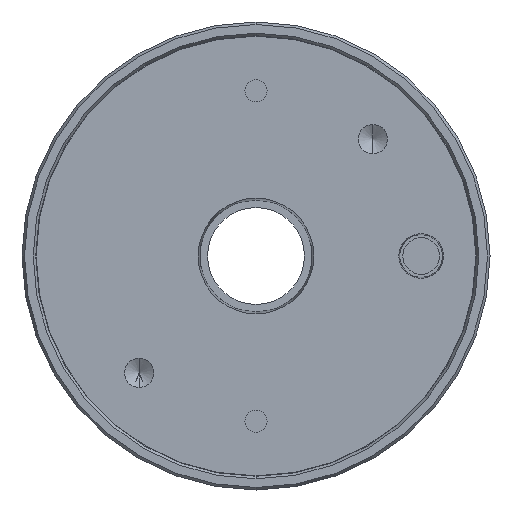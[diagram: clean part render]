
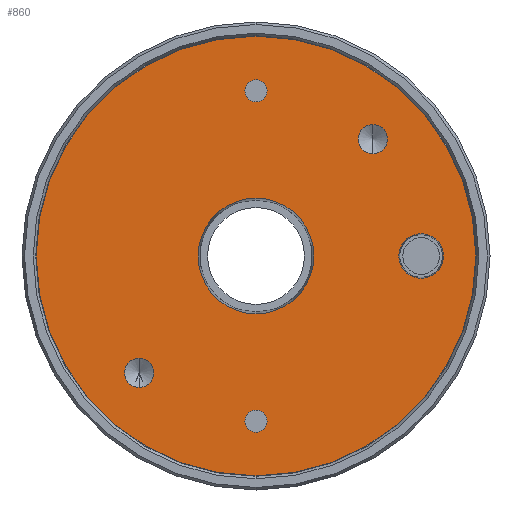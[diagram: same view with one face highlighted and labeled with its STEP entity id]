
A CAD part, front view. The second image highlights one B-rep face of the part: STEP entity #860.
In plain terms, the highlighted planar face has unit normal (0, -1, 0).
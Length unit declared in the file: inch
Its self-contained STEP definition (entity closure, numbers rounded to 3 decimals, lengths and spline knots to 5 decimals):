
#14 = DIRECTION ( 'NONE',  ( 0., 0., 1. ) ) ;
#46 = VERTEX_POINT ( 'NONE', #3030 ) ;
#53 = DIRECTION ( 'NONE',  ( 0., -1., 0. ) ) ;
#58 = EDGE_CURVE ( 'NONE', #2402, #1544, #3072, .T. ) ;
#79 = ORIENTED_EDGE ( 'NONE', *, *, #745, .T. ) ;
#84 = CARTESIAN_POINT ( 'NONE',  ( 0., 0., -0.525 ) ) ;
#89 = VERTEX_POINT ( 'NONE', #2781 ) ;
#146 = CIRCLE ( 'NONE', #2467, 0.1005 ) ;
#153 = AXIS2_PLACEMENT_3D ( 'NONE', #1237, #2238, #2014 ) ;
#199 = EDGE_CURVE ( 'NONE', #1122, #2706, #397, .T. ) ;
#244 = ORIENTED_EDGE ( 'NONE', *, *, #2094, .F. ) ;
#266 = VERTEX_POINT ( 'NONE', #1524 ) ;
#297 = CARTESIAN_POINT ( 'NONE',  ( 0., 0., 0. ) ) ;
#301 = CIRCLE ( 'NONE', #3192, 0.13281 ) ;
#362 = CARTESIAN_POINT ( 'NONE',  ( 0., 0., 1.5 ) ) ;
#397 = CIRCLE ( 'NONE', #2914, 0.2025 ) ;
#410 = CARTESIAN_POINT ( 'NONE',  ( 1.5, 0., 0. ) ) ;
#432 = AXIS2_PLACEMENT_3D ( 'NONE', #2702, #2453, #2935 ) ;
#436 = FACE_BOUND ( 'NONE', #2784, .T. ) ;
#450 = FACE_OUTER_BOUND ( 'NONE', #1250, .T. ) ;
#509 = CIRCLE ( 'NONE', #1015, 0.2025 ) ;
#519 = CARTESIAN_POINT ( 'NONE',  ( 1.5, 0., -0.2025 ) ) ;
#527 = AXIS2_PLACEMENT_3D ( 'NONE', #2685, #1381, #1421 ) ;
#680 = ORIENTED_EDGE ( 'NONE', *, *, #1708, .T. ) ;
#683 = CIRCLE ( 'NONE', #527, 0.13281 ) ;
#709 = ORIENTED_EDGE ( 'NONE', *, *, #1609, .F. ) ;
#710 = AXIS2_PLACEMENT_3D ( 'NONE', #2105, #53, #2816 ) ;
#731 = CARTESIAN_POINT ( 'NONE',  ( -1.06066, 0., -1.06066 ) ) ;
#738 = AXIS2_PLACEMENT_3D ( 'NONE', #1377, #2233, #14 ) ;
#740 = DIRECTION ( 'NONE',  ( 0., -1., 0. ) ) ;
#745 = EDGE_CURVE ( 'NONE', #3010, #89, #2148, .T. ) ;
#807 = CARTESIAN_POINT ( 'NONE',  ( 0., 0., 0.525 ) ) ;
#814 = DIRECTION ( 'NONE',  ( 0., 0., -1. ) ) ;
#860 = ADVANCED_FACE ( 'NONE', ( #1875, #2887, #2608, #1663, #436, #2376, #450 ), #2139, .F. ) ;
#906 = ORIENTED_EDGE ( 'NONE', *, *, #1710, .F. ) ;
#928 = DIRECTION ( 'NONE',  ( 0., 0., -1. ) ) ;
#932 = VERTEX_POINT ( 'NONE', #807 ) ;
#943 = AXIS2_PLACEMENT_3D ( 'NONE', #362, #2325, #814 ) ;
#968 = DIRECTION ( 'NONE',  ( 0., 0., -1. ) ) ;
#977 = EDGE_CURVE ( 'NONE', #266, #2751, #2203, .T. ) ;
#999 = DIRECTION ( 'NONE',  ( 0., 0., -1. ) ) ;
#1015 = AXIS2_PLACEMENT_3D ( 'NONE', #1069, #1266, #2264 ) ;
#1033 = DIRECTION ( 'NONE',  ( 0., 0., -1. ) ) ;
#1060 = ORIENTED_EDGE ( 'NONE', *, *, #2362, .F. ) ;
#1069 = CARTESIAN_POINT ( 'NONE',  ( 1.5, 0., 0. ) ) ;
#1087 = DIRECTION ( 'NONE',  ( 0., -1., 0. ) ) ;
#1091 = ORIENTED_EDGE ( 'NONE', *, *, #1157, .F. ) ;
#1099 = ORIENTED_EDGE ( 'NONE', *, *, #58, .F. ) ;
#1120 = CARTESIAN_POINT ( 'NONE',  ( 0., 0., 1.3995 ) ) ;
#1122 = VERTEX_POINT ( 'NONE', #2537 ) ;
#1157 = EDGE_CURVE ( 'NONE', #1677, #1637, #146, .T. ) ;
#1168 = ORIENTED_EDGE ( 'NONE', *, *, #2559, .F. ) ;
#1219 = CARTESIAN_POINT ( 'NONE',  ( 0., 0., 1.996 ) ) ;
#1228 = DIRECTION ( 'NONE',  ( 0., 0., -1. ) ) ;
#1237 = CARTESIAN_POINT ( 'NONE',  ( 0., 0., -1.5 ) ) ;
#1241 = VERTEX_POINT ( 'NONE', #2637 ) ;
#1250 = EDGE_LOOP ( 'NONE', ( #680, #79 ) ) ;
#1266 = DIRECTION ( 'NONE',  ( 0., -1., 0. ) ) ;
#1377 = CARTESIAN_POINT ( 'NONE',  ( 0., 0., 0. ) ) ;
#1381 = DIRECTION ( 'NONE',  ( 0., -1., 0. ) ) ;
#1418 = DIRECTION ( 'NONE',  ( 0., -1., 0. ) ) ;
#1421 = DIRECTION ( 'NONE',  ( 0., 0., -1. ) ) ;
#1465 = DIRECTION ( 'NONE',  ( 0., 0., -1. ) ) ;
#1480 = CIRCLE ( 'NONE', #153, 0.1005 ) ;
#1524 = CARTESIAN_POINT ( 'NONE',  ( 1.06066, 0., 1.19348 ) ) ;
#1527 = ORIENTED_EDGE ( 'NONE', *, *, #977, .F. ) ;
#1530 = EDGE_LOOP ( 'NONE', ( #244, #1527 ) ) ;
#1544 = VERTEX_POINT ( 'NONE', #3040 ) ;
#1576 = CARTESIAN_POINT ( 'NONE',  ( 0., 0., -1.5 ) ) ;
#1609 = EDGE_CURVE ( 'NONE', #2648, #932, #2174, .T. ) ;
#1637 = VERTEX_POINT ( 'NONE', #1753 ) ;
#1663 = FACE_BOUND ( 'NONE', #2920, .T. ) ;
#1677 = VERTEX_POINT ( 'NONE', #1988 ) ;
#1688 = DIRECTION ( 'NONE',  ( 0., -1., 0. ) ) ;
#1708 = EDGE_CURVE ( 'NONE', #89, #3010, #2900, .T. ) ;
#1710 = EDGE_CURVE ( 'NONE', #1544, #2402, #3062, .T. ) ;
#1753 = CARTESIAN_POINT ( 'NONE',  ( 0., 0., -1.6005 ) ) ;
#1774 = EDGE_LOOP ( 'NONE', ( #709, #1060 ) ) ;
#1875 = FACE_BOUND ( 'NONE', #1530, .T. ) ;
#1878 = AXIS2_PLACEMENT_3D ( 'NONE', #1974, #1688, #1228 ) ;
#1905 = EDGE_LOOP ( 'NONE', ( #1099, #906 ) ) ;
#1931 = ORIENTED_EDGE ( 'NONE', *, *, #2386, .F. ) ;
#1950 = DIRECTION ( 'NONE',  ( 0., -1., 0. ) ) ;
#1974 = CARTESIAN_POINT ( 'NONE',  ( 0., 0., 1.5 ) ) ;
#1988 = CARTESIAN_POINT ( 'NONE',  ( 0., 0., -1.3995 ) ) ;
#2014 = DIRECTION ( 'NONE',  ( 0., 0., -1. ) ) ;
#2094 = EDGE_CURVE ( 'NONE', #2751, #266, #683, .T. ) ;
#2105 = CARTESIAN_POINT ( 'NONE',  ( 0., 0., 0. ) ) ;
#2139 = PLANE ( 'NONE',  #738 ) ;
#2148 = CIRCLE ( 'NONE', #2157, 1.996 ) ;
#2157 = AXIS2_PLACEMENT_3D ( 'NONE', #297, #1087, #1033 ) ;
#2174 = CIRCLE ( 'NONE', #2369, 0.525 ) ;
#2203 = CIRCLE ( 'NONE', #2616, 0.13281 ) ;
#2233 = DIRECTION ( 'NONE',  ( 0., 1., 0. ) ) ;
#2236 = EDGE_CURVE ( 'NONE', #1637, #1677, #1480, .T. ) ;
#2238 = DIRECTION ( 'NONE',  ( 0., -1., 0. ) ) ;
#2264 = DIRECTION ( 'NONE',  ( 0., 0., -1. ) ) ;
#2325 = DIRECTION ( 'NONE',  ( 0., -1., 0. ) ) ;
#2349 = CARTESIAN_POINT ( 'NONE',  ( 1.06066, 0., 0.92785 ) ) ;
#2362 = EDGE_CURVE ( 'NONE', #932, #2648, #3042, .T. ) ;
#2369 = AXIS2_PLACEMENT_3D ( 'NONE', #2693, #2919, #968 ) ;
#2376 = FACE_BOUND ( 'NONE', #1774, .T. ) ;
#2386 = EDGE_CURVE ( 'NONE', #2706, #1122, #509, .T. ) ;
#2402 = VERTEX_POINT ( 'NONE', #1120 ) ;
#2453 = DIRECTION ( 'NONE',  ( 0., -1., 0. ) ) ;
#2467 = AXIS2_PLACEMENT_3D ( 'NONE', #1576, #3097, #3033 ) ;
#2468 = DIRECTION ( 'NONE',  ( 0., -1., 0. ) ) ;
#2537 = CARTESIAN_POINT ( 'NONE',  ( 1.5, 0., 0.2025 ) ) ;
#2559 = EDGE_CURVE ( 'NONE', #46, #1241, #301, .T. ) ;
#2595 = CIRCLE ( 'NONE', #3103, 0.13281 ) ;
#2608 = FACE_BOUND ( 'NONE', #1905, .T. ) ;
#2616 = AXIS2_PLACEMENT_3D ( 'NONE', #2965, #2468, #1465 ) ;
#2637 = CARTESIAN_POINT ( 'NONE',  ( -1.06066, 0., -1.19348 ) ) ;
#2648 = VERTEX_POINT ( 'NONE', #84 ) ;
#2656 = ORIENTED_EDGE ( 'NONE', *, *, #199, .F. ) ;
#2685 = CARTESIAN_POINT ( 'NONE',  ( 1.06066, 0., 1.06066 ) ) ;
#2693 = CARTESIAN_POINT ( 'NONE',  ( 0., 0., 0. ) ) ;
#2702 = CARTESIAN_POINT ( 'NONE',  ( 0., 0., 0. ) ) ;
#2706 = VERTEX_POINT ( 'NONE', #519 ) ;
#2708 = CARTESIAN_POINT ( 'NONE',  ( -1.06066, 0., -1.06066 ) ) ;
#2751 = VERTEX_POINT ( 'NONE', #2349 ) ;
#2781 = CARTESIAN_POINT ( 'NONE',  ( 0., 0., -1.996 ) ) ;
#2784 = EDGE_LOOP ( 'NONE', ( #1931, #2656 ) ) ;
#2790 = ORIENTED_EDGE ( 'NONE', *, *, #2963, .F. ) ;
#2816 = DIRECTION ( 'NONE',  ( 0., 0., -1. ) ) ;
#2887 = FACE_BOUND ( 'NONE', #3041, .T. ) ;
#2888 = ORIENTED_EDGE ( 'NONE', *, *, #2236, .F. ) ;
#2900 = CIRCLE ( 'NONE', #432, 1.996 ) ;
#2914 = AXIS2_PLACEMENT_3D ( 'NONE', #410, #1418, #928 ) ;
#2919 = DIRECTION ( 'NONE',  ( 0., -1., 0. ) ) ;
#2920 = EDGE_LOOP ( 'NONE', ( #2888, #1091 ) ) ;
#2925 = DIRECTION ( 'NONE',  ( 0., 0., -1. ) ) ;
#2935 = DIRECTION ( 'NONE',  ( 0., 0., -1. ) ) ;
#2963 = EDGE_CURVE ( 'NONE', #1241, #46, #2595, .T. ) ;
#2965 = CARTESIAN_POINT ( 'NONE',  ( 1.06066, 0., 1.06066 ) ) ;
#3010 = VERTEX_POINT ( 'NONE', #1219 ) ;
#3030 = CARTESIAN_POINT ( 'NONE',  ( -1.06066, 0., -0.92785 ) ) ;
#3033 = DIRECTION ( 'NONE',  ( 0., 0., -1. ) ) ;
#3040 = CARTESIAN_POINT ( 'NONE',  ( 0., 0., 1.6005 ) ) ;
#3041 = EDGE_LOOP ( 'NONE', ( #2790, #1168 ) ) ;
#3042 = CIRCLE ( 'NONE', #710, 0.525 ) ;
#3062 = CIRCLE ( 'NONE', #1878, 0.1005 ) ;
#3072 = CIRCLE ( 'NONE', #943, 0.1005 ) ;
#3097 = DIRECTION ( 'NONE',  ( 0., -1., 0. ) ) ;
#3103 = AXIS2_PLACEMENT_3D ( 'NONE', #731, #1950, #2925 ) ;
#3192 = AXIS2_PLACEMENT_3D ( 'NONE', #2708, #740, #999 ) ;
